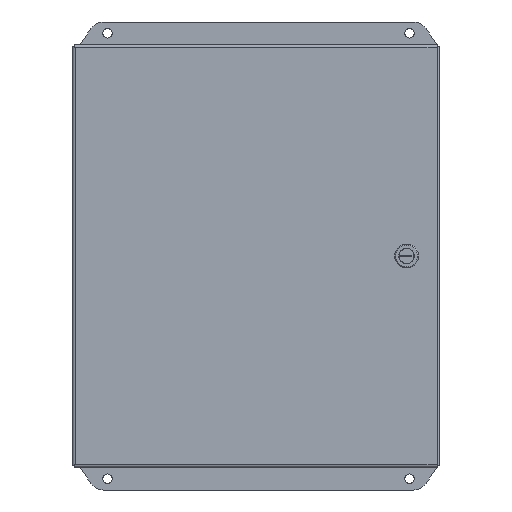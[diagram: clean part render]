
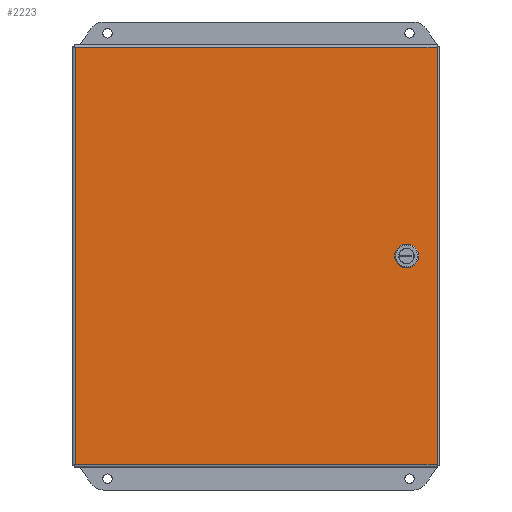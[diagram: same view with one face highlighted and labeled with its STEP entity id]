
A CAD part, front view. The second image highlights one B-rep face of the part: STEP entity #2223.
In plain terms, the highlighted planar face has unit normal (0, -1, 0).
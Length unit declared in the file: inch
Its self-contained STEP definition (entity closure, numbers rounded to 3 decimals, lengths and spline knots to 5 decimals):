
#72 = VECTOR ( 'NONE', #12130, 39.37008 ) ;
#425 = FACE_OUTER_BOUND ( 'NONE', #16819, .T. ) ;
#547 = DIRECTION ( 'NONE',  ( 0., -1., 0. ) ) ;
#613 = CARTESIAN_POINT ( 'NONE',  ( 5.23778, -6.61133, 0.07559 ) ) ;
#707 = CARTESIAN_POINT ( 'NONE',  ( 4.57578, -6.61133, 0.07559 ) ) ;
#736 = CARTESIAN_POINT ( 'NONE',  ( 4.98237, -6.61133, -0.331 ) ) ;
#882 = VECTOR ( 'NONE', #20789, 39.37008 ) ;
#999 = CARTESIAN_POINT ( 'NONE',  ( 5.91278, -6.61133, 6.914 ) ) ;
#1010 = CARTESIAN_POINT ( 'NONE',  ( 5.23778, -6.61133, -0.07559 ) ) ;
#1921 = CARTESIAN_POINT ( 'NONE',  ( 4.98237, -6.61133, 0.331 ) ) ;
#2223 = ADVANCED_FACE ( 'NONE', ( #14693, #425 ), #7679, .T. ) ;
#2316 = VERTEX_POINT ( 'NONE', #6647 ) ;
#2352 = ORIENTED_EDGE ( 'NONE', *, *, #4398, .T. ) ;
#2590 = CARTESIAN_POINT ( 'NONE',  ( -6.07322, -6.61133, -6.914 ) ) ;
#2711 = LINE ( 'NONE', #1010, #7146 ) ;
#2772 = LINE ( 'NONE', #736, #11335 ) ;
#2773 = CARTESIAN_POINT ( 'NONE',  ( 4.83119, -6.61133, -0.331 ) ) ;
#3211 = VERTEX_POINT ( 'NONE', #18520 ) ;
#3302 = DIRECTION ( 'NONE',  ( 0., 0., 1. ) ) ;
#3350 = CARTESIAN_POINT ( 'NONE',  ( -6.07322, -6.61133, 6.914 ) ) ;
#3374 = CARTESIAN_POINT ( 'NONE',  ( 4.83119, -6.61133, 0.331 ) ) ;
#3550 = DIRECTION ( 'NONE',  ( 0., 0., 1. ) ) ;
#3653 = ORIENTED_EDGE ( 'NONE', *, *, #10418, .F. ) ;
#4398 = EDGE_CURVE ( 'NONE', #11162, #10365, #14042, .T. ) ;
#4822 = DIRECTION ( 'NONE',  ( -0.707, 0., -0.707 ) ) ;
#4893 = CARTESIAN_POINT ( 'NONE',  ( 5.91278, -6.61133, -6.914 ) ) ;
#5184 = CARTESIAN_POINT ( 'NONE',  ( 4.98237, -6.61133, 0.331 ) ) ;
#5198 = VECTOR ( 'NONE', #4822, 39.37008 ) ;
#5236 = LINE ( 'NONE', #14477, #72 ) ;
#5645 = DIRECTION ( 'NONE',  ( 0., 0., -1. ) ) ;
#6647 = CARTESIAN_POINT ( 'NONE',  ( 5.23778, -6.61133, -0.07559 ) ) ;
#6718 = CARTESIAN_POINT ( 'NONE',  ( 4.83119, -6.61133, 0.331 ) ) ;
#7025 = EDGE_CURVE ( 'NONE', #9968, #3211, #19562, .T. ) ;
#7146 = VECTOR ( 'NONE', #8240, 39.37008 ) ;
#7150 = EDGE_CURVE ( 'NONE', #18741, #9841, #5236, .T. ) ;
#7375 = CARTESIAN_POINT ( 'NONE',  ( 4.98237, -6.61133, -0.331 ) ) ;
#7679 = PLANE ( 'NONE',  #13213 ) ;
#7733 = ORIENTED_EDGE ( 'NONE', *, *, #7150, .F. ) ;
#7966 = DIRECTION ( 'NONE',  ( 1., 0., 0. ) ) ;
#8240 = DIRECTION ( 'NONE',  ( 0.707, 0., 0.707 ) ) ;
#8490 = VECTOR ( 'NONE', #17111, 39.37008 ) ;
#9141 = ORIENTED_EDGE ( 'NONE', *, *, #16069, .F. ) ;
#9841 = VERTEX_POINT ( 'NONE', #21881 ) ;
#9968 = VERTEX_POINT ( 'NONE', #15755 ) ;
#10365 = VERTEX_POINT ( 'NONE', #3350 ) ;
#10418 = EDGE_CURVE ( 'NONE', #17932, #18741, #12171, .T. ) ;
#10537 = EDGE_CURVE ( 'NONE', #10365, #9968, #16129, .T. ) ;
#11162 = VERTEX_POINT ( 'NONE', #999 ) ;
#11192 = ORIENTED_EDGE ( 'NONE', *, *, #21873, .F. ) ;
#11227 = EDGE_CURVE ( 'NONE', #16503, #11836, #22031, .T. ) ;
#11335 = VECTOR ( 'NONE', #7966, 39.37008 ) ;
#11836 = VERTEX_POINT ( 'NONE', #1921 ) ;
#11964 = LINE ( 'NONE', #3374, #22068 ) ;
#12130 = DIRECTION ( 'NONE',  ( 0., 0., -1. ) ) ;
#12171 = LINE ( 'NONE', #22134, #5198 ) ;
#12202 = ORIENTED_EDGE ( 'NONE', *, *, #11227, .F. ) ;
#12394 = CARTESIAN_POINT ( 'NONE',  ( -6.07322, -6.61133, -6.914 ) ) ;
#12733 = DIRECTION ( 'NONE',  ( 0., 0., -1. ) ) ;
#13141 = EDGE_CURVE ( 'NONE', #20091, #2316, #2711, .T. ) ;
#13213 = AXIS2_PLACEMENT_3D ( 'NONE', #16163, #547, #5645 ) ;
#13235 = ORIENTED_EDGE ( 'NONE', *, *, #19933, .T. ) ;
#13268 = LINE ( 'NONE', #4893, #16349 ) ;
#13437 = VECTOR ( 'NONE', #19683, 39.37008 ) ;
#14042 = LINE ( 'NONE', #20943, #8490 ) ;
#14477 = CARTESIAN_POINT ( 'NONE',  ( 4.57578, -6.61133, -0.07559 ) ) ;
#14693 = FACE_BOUND ( 'NONE', #20439, .T. ) ;
#15187 = EDGE_CURVE ( 'NONE', #2316, #16503, #20422, .T. ) ;
#15755 = CARTESIAN_POINT ( 'NONE',  ( -6.07322, -6.61133, -6.914 ) ) ;
#16069 = EDGE_CURVE ( 'NONE', #11836, #17932, #11964, .T. ) ;
#16129 = LINE ( 'NONE', #12394, #19996 ) ;
#16163 = CARTESIAN_POINT ( 'NONE',  ( -6.07322, -6.61133, -6.914 ) ) ;
#16297 = ORIENTED_EDGE ( 'NONE', *, *, #15187, .F. ) ;
#16334 = ORIENTED_EDGE ( 'NONE', *, *, #7025, .T. ) ;
#16349 = VECTOR ( 'NONE', #3302, 39.37008 ) ;
#16503 = VERTEX_POINT ( 'NONE', #613 ) ;
#16819 = EDGE_LOOP ( 'NONE', ( #13235, #2352, #21083, #16334 ) ) ;
#17111 = DIRECTION ( 'NONE',  ( -1., 0., 0. ) ) ;
#17136 = DIRECTION ( 'NONE',  ( 0.707, 0., -0.707 ) ) ;
#17331 = VECTOR ( 'NONE', #3550, 39.37008 ) ;
#17503 = DIRECTION ( 'NONE',  ( -1., 0., 0. ) ) ;
#17932 = VERTEX_POINT ( 'NONE', #6718 ) ;
#18358 = EDGE_CURVE ( 'NONE', #9841, #19909, #19966, .T. ) ;
#18520 = CARTESIAN_POINT ( 'NONE',  ( 5.91278, -6.61133, -6.914 ) ) ;
#18719 = CARTESIAN_POINT ( 'NONE',  ( 5.23778, -6.61133, 0.07559 ) ) ;
#18741 = VERTEX_POINT ( 'NONE', #707 ) ;
#19562 = LINE ( 'NONE', #2590, #13437 ) ;
#19683 = DIRECTION ( 'NONE',  ( 1., 0., 0. ) ) ;
#19885 = VECTOR ( 'NONE', #17136, 39.37008 ) ;
#19909 = VERTEX_POINT ( 'NONE', #20394 ) ;
#19933 = EDGE_CURVE ( 'NONE', #3211, #11162, #13268, .T. ) ;
#19966 = LINE ( 'NONE', #2773, #19885 ) ;
#19996 = VECTOR ( 'NONE', #12733, 39.37008 ) ;
#20091 = VERTEX_POINT ( 'NONE', #7375 ) ;
#20226 = ORIENTED_EDGE ( 'NONE', *, *, #13141, .F. ) ;
#20394 = CARTESIAN_POINT ( 'NONE',  ( 4.83119, -6.61133, -0.331 ) ) ;
#20422 = LINE ( 'NONE', #18719, #17331 ) ;
#20439 = EDGE_LOOP ( 'NONE', ( #11192, #21744, #7733, #3653, #9141, #12202, #16297, #20226 ) ) ;
#20789 = DIRECTION ( 'NONE',  ( -0.707, 0., 0.707 ) ) ;
#20943 = CARTESIAN_POINT ( 'NONE',  ( -6.07322, -6.61133, 6.914 ) ) ;
#21083 = ORIENTED_EDGE ( 'NONE', *, *, #10537, .T. ) ;
#21744 = ORIENTED_EDGE ( 'NONE', *, *, #18358, .F. ) ;
#21873 = EDGE_CURVE ( 'NONE', #19909, #20091, #2772, .T. ) ;
#21881 = CARTESIAN_POINT ( 'NONE',  ( 4.57578, -6.61133, -0.07559 ) ) ;
#22031 = LINE ( 'NONE', #5184, #882 ) ;
#22068 = VECTOR ( 'NONE', #17503, 39.37008 ) ;
#22134 = CARTESIAN_POINT ( 'NONE',  ( 4.57578, -6.61133, 0.07559 ) ) ;
